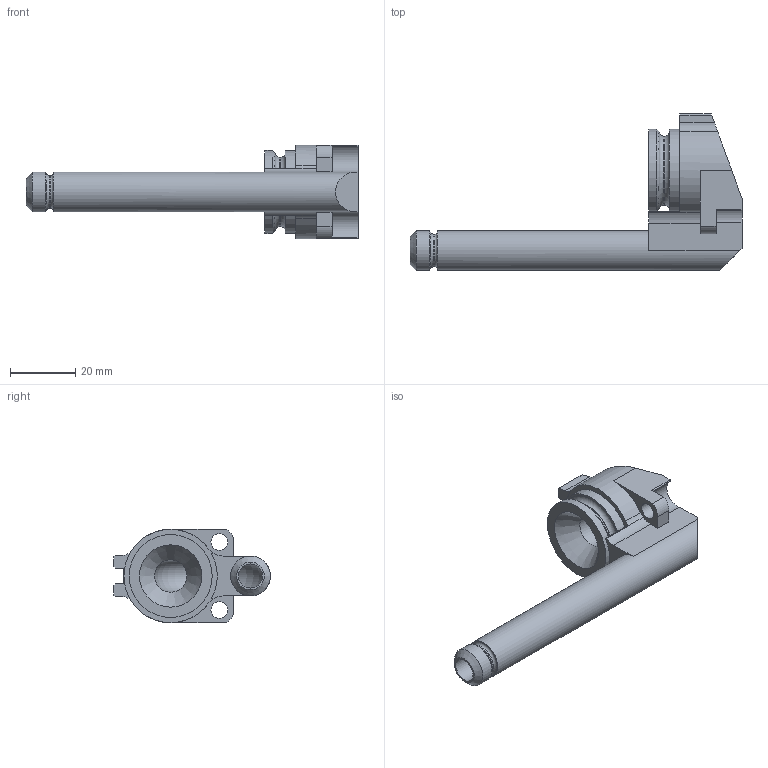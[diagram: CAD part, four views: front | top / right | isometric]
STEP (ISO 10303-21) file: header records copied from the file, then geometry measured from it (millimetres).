
FILE_DESCRIPTION(/* description */ (''),/* implementation_level */ '2;1');
FILE_NAME(/* name */ 'SLIDE_REAR.step',/* time_stamp */ '2021-02-06T13:05:16-05:00',/* author */ (''),/* organization */ (''),/* preprocessor_version */ 'ST-DEVELOPER v18.1',/* originating_system */ 'Autodesk Translation Framework v9.7.0.1280',/* authorisation */ '');
FILE_SCHEMA (('AUTOMOTIVE_DESIGN { 1 0 10303 214 3 1 1 }'));
Length unit declared in the file: millimetre
Products named in the file (3): SLIDE REAR FINAL; Component1; Component2
Assembly tree (2 placements, depth 3):
  SLIDE REAR FINAL
    Component1
      Component2
Bounding box: 101.6 x 47.99 x 28.57 mm (x, y, z)
Volume: 19948.7 mm3; surface area: 12214.4 mm2
Topology: 1 solids, 1 shells, 75 faces, 203 edges, 133 vertices
Faces by surface type: plane 34, cylinder 31, torus 5, cone 5
Full cylindrical faces by diameter (mm): 5.08 x2, 7.366 x1, 9.906 x1, 12.192 x2, 21.082 x1, 25.4 x2
Entity records: 2493 total; most frequent: DIRECTION 448, CARTESIAN_POINT 437, ORIENTED_EDGE 408, EDGE_CURVE 204, AXIS2_PLACEMENT_3D 168, VERTEX_POINT 133, LINE 112, VECTOR 112
